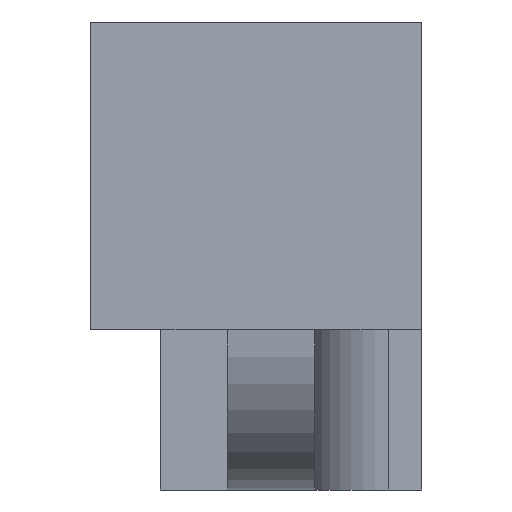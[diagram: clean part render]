
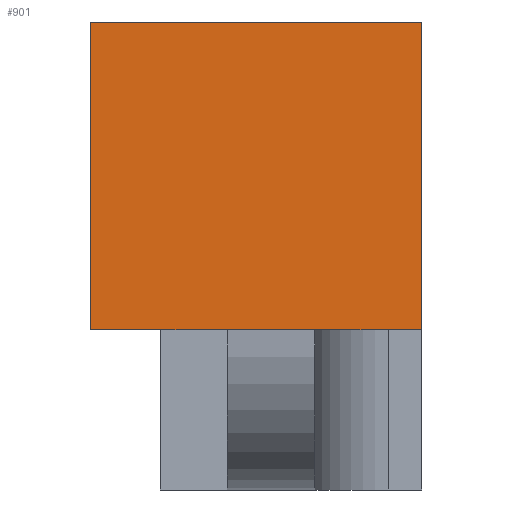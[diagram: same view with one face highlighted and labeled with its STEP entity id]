
A CAD part, left-side view. The second image highlights one B-rep face of the part: STEP entity #901.
In plain terms, the highlighted planar face has unit normal (-1, 0, 0).
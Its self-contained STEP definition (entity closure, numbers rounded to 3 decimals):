
#40=FACE_OUTER_BOUND('',#87,.T.);
#87=EDGE_LOOP('',(#618,#619,#620,#621,#622,#623));
#146=LINE('',#1286,#267);
#151=LINE('',#1297,#272);
#152=LINE('',#1299,#273);
#153=LINE('',#1301,#274);
#154=LINE('',#1303,#275);
#155=LINE('',#1304,#276);
#267=VECTOR('',#1043,10.);
#272=VECTOR('',#1052,10.);
#273=VECTOR('',#1053,10.);
#274=VECTOR('',#1054,10.);
#275=VECTOR('',#1055,10.);
#276=VECTOR('',#1056,10.);
#384=VERTEX_POINT('',#1279);
#387=VERTEX_POINT('',#1284);
#391=VERTEX_POINT('',#1296);
#392=VERTEX_POINT('',#1298);
#393=VERTEX_POINT('',#1300);
#394=VERTEX_POINT('',#1302);
#476=EDGE_CURVE('',#387,#384,#146,.T.);
#481=EDGE_CURVE('',#387,#391,#151,.T.);
#482=EDGE_CURVE('',#392,#391,#152,.T.);
#483=EDGE_CURVE('',#393,#392,#153,.T.);
#484=EDGE_CURVE('',#393,#394,#154,.T.);
#485=EDGE_CURVE('',#394,#384,#155,.T.);
#618=ORIENTED_EDGE('',*,*,#476,.F.);
#619=ORIENTED_EDGE('',*,*,#481,.T.);
#620=ORIENTED_EDGE('',*,*,#482,.F.);
#621=ORIENTED_EDGE('',*,*,#483,.F.);
#622=ORIENTED_EDGE('',*,*,#484,.T.);
#623=ORIENTED_EDGE('',*,*,#485,.T.);
#858=PLANE('',#964);
#901=ADVANCED_FACE('',(#40),#858,.T.);
#964=AXIS2_PLACEMENT_3D('',#1295,#1050,#1051);
#1043=DIRECTION('',(0.,1.,0.));
#1050=DIRECTION('center_axis',(-1.,0.,0.));
#1051=DIRECTION('ref_axis',(0.,0.,1.));
#1052=DIRECTION('',(0.,-1.,0.));
#1053=DIRECTION('',(0.,0.,-1.));
#1054=DIRECTION('',(0.,-1.,0.));
#1055=DIRECTION('',(0.,0.,-1.));
#1056=DIRECTION('',(0.,-1.,0.));
#1279=CARTESIAN_POINT('',(-50.275,11.55,22.));
#1284=CARTESIAN_POINT('',(-50.275,-1.5,22.));
#1286=CARTESIAN_POINT('',(-50.275,10.025,22.));
#1295=CARTESIAN_POINT('Origin',(-50.275,10.025,44.));
#1296=CARTESIAN_POINT('',(-50.275,-17.5,22.));
#1297=CARTESIAN_POINT('',(-50.275,32.025,22.));
#1298=CARTESIAN_POINT('',(-50.275,-17.5,68.));
#1299=CARTESIAN_POINT('',(-50.275,-17.5,66.));
#1300=CARTESIAN_POINT('',(-50.275,32.025,68.));
#1301=CARTESIAN_POINT('',(-50.275,-12.5,68.));
#1302=CARTESIAN_POINT('',(-50.275,32.025,22.));
#1303=CARTESIAN_POINT('',(-50.275,32.025,66.));
#1304=CARTESIAN_POINT('',(-50.275,15.788,22.));
